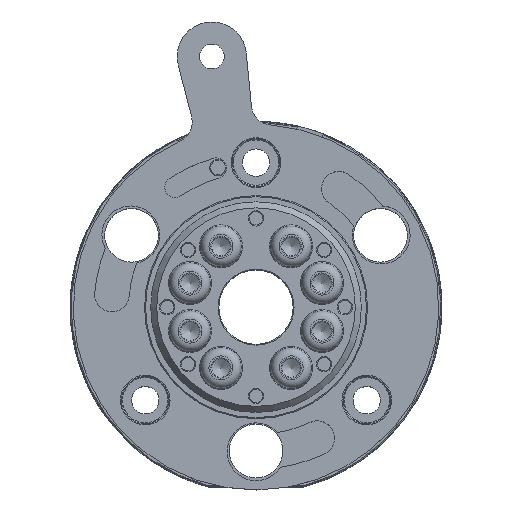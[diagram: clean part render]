
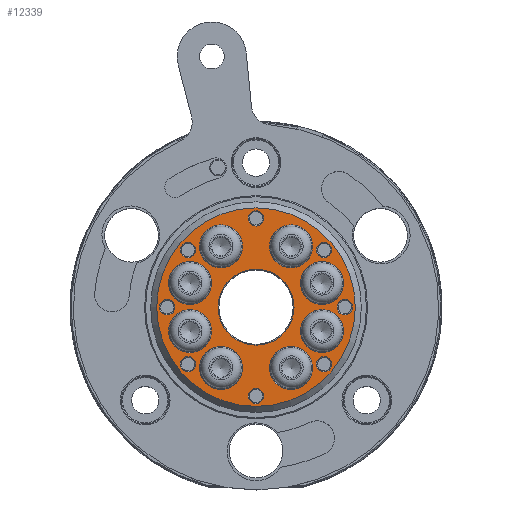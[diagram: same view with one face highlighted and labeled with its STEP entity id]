
A CAD part, top view. The second image highlights one B-rep face of the part: STEP entity #12339.
In plain terms, the highlighted planar face has unit normal (0, 0, 1).
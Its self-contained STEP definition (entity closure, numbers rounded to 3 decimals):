
#640=FACE_BOUND('',#3406,.T.);
#641=FACE_BOUND('',#3407,.T.);
#642=FACE_BOUND('',#3408,.T.);
#643=FACE_BOUND('',#3409,.T.);
#644=FACE_BOUND('',#3410,.T.);
#645=FACE_BOUND('',#3411,.T.);
#646=FACE_BOUND('',#3412,.T.);
#647=FACE_BOUND('',#3413,.T.);
#648=FACE_BOUND('',#3414,.T.);
#649=FACE_BOUND('',#3415,.T.);
#650=FACE_BOUND('',#3416,.T.);
#651=FACE_BOUND('',#3417,.T.);
#652=FACE_BOUND('',#3418,.T.);
#653=FACE_BOUND('',#3419,.T.);
#654=FACE_BOUND('',#3420,.T.);
#655=FACE_BOUND('',#3421,.T.);
#656=FACE_BOUND('',#3422,.T.);
#1685=CIRCLE('',#13520,1.871);
#1686=CIRCLE('',#13522,24.032);
#1687=CIRCLE('',#13523,1.871);
#1688=CIRCLE('',#13524,1.871);
#1689=CIRCLE('',#13525,1.871);
#1690=CIRCLE('',#13526,1.871);
#1691=CIRCLE('',#13527,5.2);
#1692=CIRCLE('',#13528,5.2);
#1693=CIRCLE('',#13529,9.2);
#1694=CIRCLE('',#13530,5.2);
#1695=CIRCLE('',#13531,5.2);
#1696=CIRCLE('',#13532,5.2);
#1697=CIRCLE('',#13533,5.2);
#1698=CIRCLE('',#13534,5.2);
#1699=CIRCLE('',#13535,5.2);
#1700=CIRCLE('',#13536,1.871);
#1701=CIRCLE('',#13537,1.871);
#1702=CIRCLE('',#13538,1.871);
#2585=FACE_OUTER_BOUND('',#3405,.T.);
#3405=EDGE_LOOP('',(#11187));
#3406=EDGE_LOOP('',(#11188));
#3407=EDGE_LOOP('',(#11189));
#3408=EDGE_LOOP('',(#11190));
#3409=EDGE_LOOP('',(#11191));
#3410=EDGE_LOOP('',(#11192));
#3411=EDGE_LOOP('',(#11193));
#3412=EDGE_LOOP('',(#11194));
#3413=EDGE_LOOP('',(#11195));
#3414=EDGE_LOOP('',(#11196));
#3415=EDGE_LOOP('',(#11197));
#3416=EDGE_LOOP('',(#11198));
#3417=EDGE_LOOP('',(#11199));
#3418=EDGE_LOOP('',(#11200));
#3419=EDGE_LOOP('',(#11201));
#3420=EDGE_LOOP('',(#11202));
#3421=EDGE_LOOP('',(#11203));
#3422=EDGE_LOOP('',(#11204));
#6100=VERTEX_POINT('',#68412);
#6101=VERTEX_POINT('',#68416);
#6102=VERTEX_POINT('',#68418);
#6103=VERTEX_POINT('',#68420);
#6104=VERTEX_POINT('',#68422);
#6105=VERTEX_POINT('',#68424);
#6106=VERTEX_POINT('',#68426);
#6107=VERTEX_POINT('',#68428);
#6108=VERTEX_POINT('',#68430);
#6109=VERTEX_POINT('',#68432);
#6110=VERTEX_POINT('',#68434);
#6111=VERTEX_POINT('',#68436);
#6112=VERTEX_POINT('',#68438);
#6113=VERTEX_POINT('',#68440);
#6114=VERTEX_POINT('',#68442);
#6115=VERTEX_POINT('',#68444);
#6116=VERTEX_POINT('',#68446);
#6117=VERTEX_POINT('',#68448);
#7821=EDGE_CURVE('',#6100,#6100,#1685,.T.);
#7822=EDGE_CURVE('',#6101,#6101,#1686,.T.);
#7823=EDGE_CURVE('',#6102,#6102,#1687,.T.);
#7824=EDGE_CURVE('',#6103,#6103,#1688,.T.);
#7825=EDGE_CURVE('',#6104,#6104,#1689,.T.);
#7826=EDGE_CURVE('',#6105,#6105,#1690,.T.);
#7827=EDGE_CURVE('',#6106,#6106,#1691,.T.);
#7828=EDGE_CURVE('',#6107,#6107,#1692,.T.);
#7829=EDGE_CURVE('',#6108,#6108,#1693,.T.);
#7830=EDGE_CURVE('',#6109,#6109,#1694,.T.);
#7831=EDGE_CURVE('',#6110,#6110,#1695,.T.);
#7832=EDGE_CURVE('',#6111,#6111,#1696,.T.);
#7833=EDGE_CURVE('',#6112,#6112,#1697,.T.);
#7834=EDGE_CURVE('',#6113,#6113,#1698,.T.);
#7835=EDGE_CURVE('',#6114,#6114,#1699,.T.);
#7836=EDGE_CURVE('',#6115,#6115,#1700,.T.);
#7837=EDGE_CURVE('',#6116,#6116,#1701,.T.);
#7838=EDGE_CURVE('',#6117,#6117,#1702,.T.);
#11187=ORIENTED_EDGE('',*,*,#7822,.F.);
#11188=ORIENTED_EDGE('',*,*,#7823,.F.);
#11189=ORIENTED_EDGE('',*,*,#7824,.F.);
#11190=ORIENTED_EDGE('',*,*,#7825,.F.);
#11191=ORIENTED_EDGE('',*,*,#7826,.F.);
#11192=ORIENTED_EDGE('',*,*,#7827,.F.);
#11193=ORIENTED_EDGE('',*,*,#7828,.F.);
#11194=ORIENTED_EDGE('',*,*,#7829,.F.);
#11195=ORIENTED_EDGE('',*,*,#7830,.F.);
#11196=ORIENTED_EDGE('',*,*,#7831,.F.);
#11197=ORIENTED_EDGE('',*,*,#7832,.F.);
#11198=ORIENTED_EDGE('',*,*,#7833,.F.);
#11199=ORIENTED_EDGE('',*,*,#7834,.F.);
#11200=ORIENTED_EDGE('',*,*,#7835,.F.);
#11201=ORIENTED_EDGE('',*,*,#7836,.F.);
#11202=ORIENTED_EDGE('',*,*,#7837,.F.);
#11203=ORIENTED_EDGE('',*,*,#7838,.F.);
#11204=ORIENTED_EDGE('',*,*,#7821,.F.);
#11712=PLANE('',#13521);
#12339=ADVANCED_FACE('',(#2585,#640,#641,#642,#643,#644,#645,#646,#647,
#648,#649,#650,#651,#652,#653,#654,#655,#656),#11712,.F.);
#13520=AXIS2_PLACEMENT_3D('',#68414,#16252,#16253);
#13521=AXIS2_PLACEMENT_3D('',#68415,#16254,#16255);
#13522=AXIS2_PLACEMENT_3D('',#68417,#16256,#16257);
#13523=AXIS2_PLACEMENT_3D('',#68419,#16258,#16259);
#13524=AXIS2_PLACEMENT_3D('',#68421,#16260,#16261);
#13525=AXIS2_PLACEMENT_3D('',#68423,#16262,#16263);
#13526=AXIS2_PLACEMENT_3D('',#68425,#16264,#16265);
#13527=AXIS2_PLACEMENT_3D('',#68427,#16266,#16267);
#13528=AXIS2_PLACEMENT_3D('',#68429,#16268,#16269);
#13529=AXIS2_PLACEMENT_3D('',#68431,#16270,#16271);
#13530=AXIS2_PLACEMENT_3D('',#68433,#16272,#16273);
#13531=AXIS2_PLACEMENT_3D('',#68435,#16274,#16275);
#13532=AXIS2_PLACEMENT_3D('',#68437,#16276,#16277);
#13533=AXIS2_PLACEMENT_3D('',#68439,#16278,#16279);
#13534=AXIS2_PLACEMENT_3D('',#68441,#16280,#16281);
#13535=AXIS2_PLACEMENT_3D('',#68443,#16282,#16283);
#13536=AXIS2_PLACEMENT_3D('',#68445,#16284,#16285);
#13537=AXIS2_PLACEMENT_3D('',#68447,#16286,#16287);
#13538=AXIS2_PLACEMENT_3D('',#68449,#16288,#16289);
#16252=DIRECTION('center_axis',(0.,0.,1.));
#16253=DIRECTION('ref_axis',(-1.,0.,0.));
#16254=DIRECTION('center_axis',(0.,0.,-1.));
#16255=DIRECTION('ref_axis',(-1.,0.,0.));
#16256=DIRECTION('center_axis',(0.,0.,-1.));
#16257=DIRECTION('ref_axis',(-1.,0.,0.));
#16258=DIRECTION('center_axis',(0.,0.,1.));
#16259=DIRECTION('ref_axis',(-1.,0.,0.));
#16260=DIRECTION('center_axis',(0.,0.,1.));
#16261=DIRECTION('ref_axis',(0.,-1.,0.));
#16262=DIRECTION('center_axis',(0.,0.,1.));
#16263=DIRECTION('ref_axis',(1.,0.,0.));
#16264=DIRECTION('center_axis',(0.,0.,1.));
#16265=DIRECTION('ref_axis',(0.,1.,0.));
#16266=DIRECTION('center_axis',(0.,0.,1.));
#16267=DIRECTION('ref_axis',(-1.,0.,0.));
#16268=DIRECTION('center_axis',(0.,0.,1.));
#16269=DIRECTION('ref_axis',(-1.,0.,0.));
#16270=DIRECTION('center_axis',(0.,0.,1.));
#16271=DIRECTION('ref_axis',(-1.,0.,0.));
#16272=DIRECTION('center_axis',(0.,0.,1.));
#16273=DIRECTION('ref_axis',(-1.,0.,0.));
#16274=DIRECTION('center_axis',(0.,0.,1.));
#16275=DIRECTION('ref_axis',(-1.,0.,0.));
#16276=DIRECTION('center_axis',(0.,0.,1.));
#16277=DIRECTION('ref_axis',(-1.,0.,0.));
#16278=DIRECTION('center_axis',(0.,0.,1.));
#16279=DIRECTION('ref_axis',(-1.,0.,0.));
#16280=DIRECTION('center_axis',(0.,0.,1.));
#16281=DIRECTION('ref_axis',(-1.,0.,0.));
#16282=DIRECTION('center_axis',(0.,0.,1.));
#16283=DIRECTION('ref_axis',(-1.,0.,0.));
#16284=DIRECTION('center_axis',(0.,0.,1.));
#16285=DIRECTION('ref_axis',(-1.,0.,0.));
#16286=DIRECTION('center_axis',(0.,0.,1.));
#16287=DIRECTION('ref_axis',(-1.,0.,0.));
#16288=DIRECTION('center_axis',(0.,0.,1.));
#16289=DIRECTION('ref_axis',(-1.,0.,0.));
#68412=CARTESIAN_POINT('',(-14.598,-13.821,3.));
#68414=CARTESIAN_POINT('Origin',(-16.469,-13.821,3.));
#68415=CARTESIAN_POINT('Origin',(0.,0.,3.));
#68416=CARTESIAN_POINT('',(24.032,0.,3.));
#68417=CARTESIAN_POINT('Origin',(0.,0.,3.));
#68418=CARTESIAN_POINT('',(1.871,-21.5,3.));
#68419=CARTESIAN_POINT('Origin',(0.,-21.5,3.));
#68420=CARTESIAN_POINT('',(21.5,1.871,3.));
#68421=CARTESIAN_POINT('Origin',(21.5,0.,3.));
#68422=CARTESIAN_POINT('',(-1.871,21.5,3.));
#68423=CARTESIAN_POINT('Origin',(0.,21.5,3.));
#68424=CARTESIAN_POINT('',(-21.5,-1.871,3.));
#68425=CARTESIAN_POINT('Origin',(-21.5,0.,3.));
#68426=CARTESIAN_POINT('',(-10.775,-5.81,3.));
#68427=CARTESIAN_POINT('Origin',(-15.975,-5.81,3.));
#68428=CARTESIAN_POINT('',(13.7,-14.72,3.));
#68429=CARTESIAN_POINT('Origin',(8.5,-14.72,3.));
#68430=CARTESIAN_POINT('',(9.2,0.,3.));
#68431=CARTESIAN_POINT('Origin',(0.,0.,3.));
#68432=CARTESIAN_POINT('',(13.7,14.72,3.));
#68433=CARTESIAN_POINT('Origin',(8.5,14.72,3.));
#68434=CARTESIAN_POINT('',(-3.3,14.72,3.));
#68435=CARTESIAN_POINT('Origin',(-8.5,14.72,3.));
#68436=CARTESIAN_POINT('',(21.175,5.81,3.));
#68437=CARTESIAN_POINT('Origin',(15.975,5.81,3.));
#68438=CARTESIAN_POINT('',(21.175,-5.81,3.));
#68439=CARTESIAN_POINT('Origin',(15.975,-5.81,3.));
#68440=CARTESIAN_POINT('',(-3.3,-14.72,3.));
#68441=CARTESIAN_POINT('Origin',(-8.5,-14.72,3.));
#68442=CARTESIAN_POINT('',(-10.775,5.81,3.));
#68443=CARTESIAN_POINT('Origin',(-15.975,5.81,3.));
#68444=CARTESIAN_POINT('',(-14.6,13.819,3.));
#68445=CARTESIAN_POINT('Origin',(-16.471,13.819,3.));
#68446=CARTESIAN_POINT('',(18.342,13.819,3.));
#68447=CARTESIAN_POINT('Origin',(16.471,13.819,3.));
#68448=CARTESIAN_POINT('',(18.34,-13.821,3.));
#68449=CARTESIAN_POINT('Origin',(16.469,-13.821,3.));
